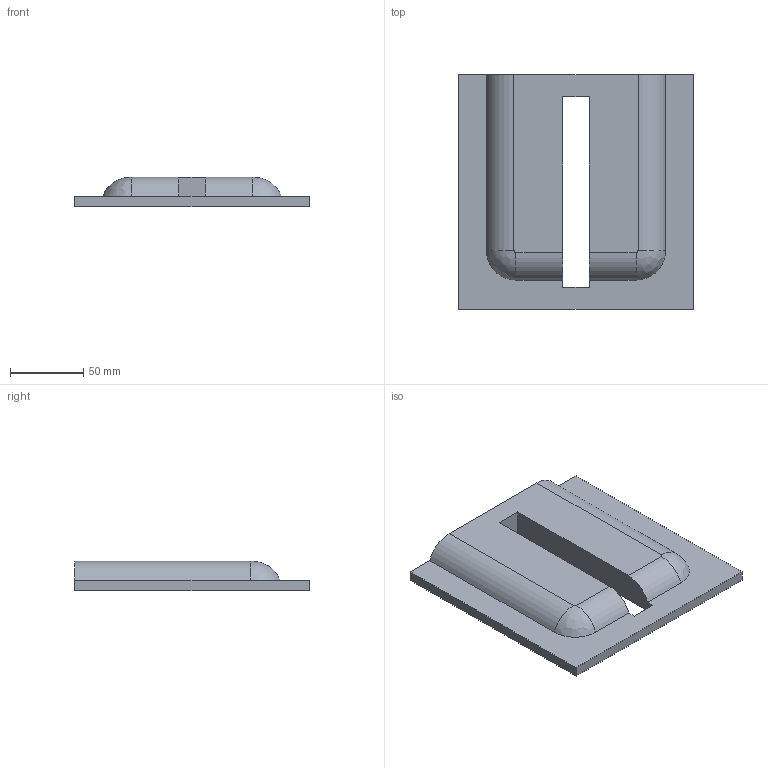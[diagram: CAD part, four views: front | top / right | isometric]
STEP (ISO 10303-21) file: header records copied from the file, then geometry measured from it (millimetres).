
FILE_DESCRIPTION(/* description */ (''),/* implementation_level */ '2;1');
FILE_NAME(/* name */ 'Wassertank Unterteil.step',/* time_stamp */ '2024-10-09T14:09:20+02:00',/* author */ (''),/* organization */ (''),/* preprocessor_version */ 'ST-DEVELOPER v20',/* originating_system */ 'Autodesk Translation Framework v13.20.0.188',/* authorisation */ '');
FILE_SCHEMA (('AUTOMOTIVE_DESIGN { 1 0 10303 214 3 1 1 }'));
Length unit declared in the file: millimetre
Products named in the file (1): Wassertank Oberteil
Bounding box: 160 x 160 x 20 mm (x, y, z)
Volume: 329020.1 mm3; surface area: 60719.1 mm2
Topology: 1 solids, 1 shells, 41 faces, 84 edges, 56 vertices
Faces by surface type: plane 23, cylinder 16, bspline 2
Full cylindrical faces by diameter (mm): 4 x12
Entity records: 1128 total; most frequent: DIRECTION 200, CARTESIAN_POINT 198, ORIENTED_EDGE 168, EDGE_CURVE 84, AXIS2_PLACEMENT_3D 76, VERTEX_POINT 56, EDGE_LOOP 54, LINE 48
